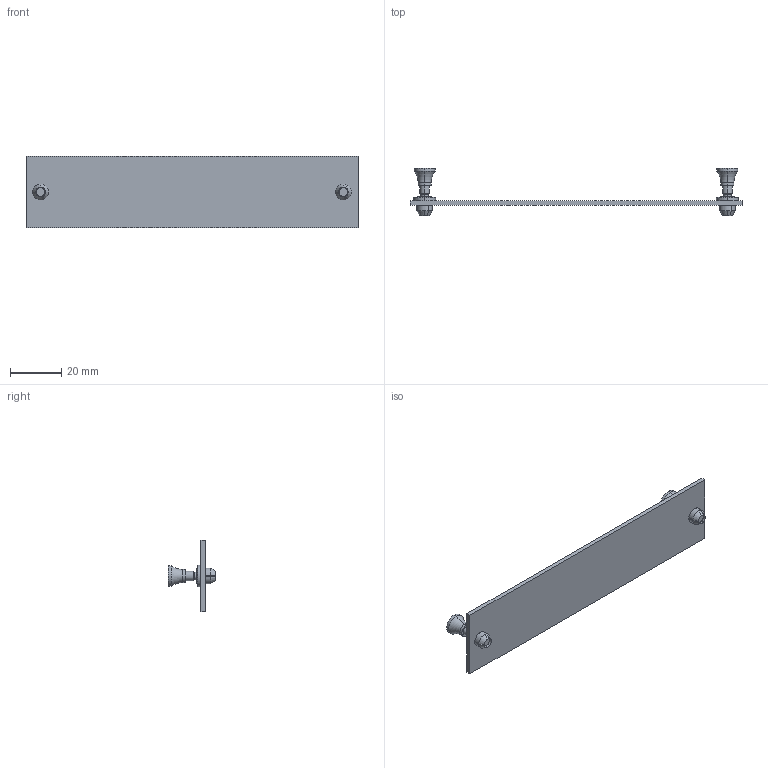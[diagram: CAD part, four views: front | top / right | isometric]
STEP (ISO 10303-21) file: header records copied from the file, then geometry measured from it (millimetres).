
FILE_DESCRIPTION (( 'STEP AP203' ), '1' );
FILE_NAME ('FSP-BNK.STEP', '2006-06-23T19:37:30', ( 'lcom' ), ( 'lcom' ), 'SwSTEP 2.0', 'SolidWorks 2006004', '' );
FILE_SCHEMA (( 'CONFIG_CONTROL_DESIGN' ));
Length unit declared in the file: inch
Products named in the file (4): HDWR-HN4P-42-4-1; HDWR-HN4G-42-1; FSP-BNK; 1AR17-001
Assembly tree (5 placements, depth 2):
  FSP-BNK
    HDWR-HN4P-42-4-1  x2
    1AR17-001
    HDWR-HN4G-42-1  x2
Bounding box: 129.54 x 18.65 x 27.94 mm (x, y, z)
Volume: 6785.9 mm3; surface area: 9056 mm2
Topology: 5 solids, 5 shells, 110 faces, 250 edges, 154 vertices
Faces by surface type: cylinder 44, plane 42, cone 20, torus 4
Entity records: 2206 total; most frequent: DIRECTION 334, CARTESIAN_POINT 314, ORIENTED_EDGE 274, EDGE_CURVE 137, AXIS2_PLACEMENT_3D 135, VERTEX_POINT 85, EDGE_LOOP 68, CIRCLE 67
